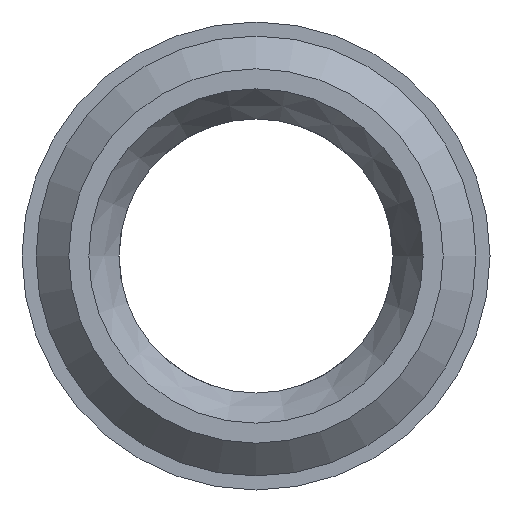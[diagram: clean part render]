
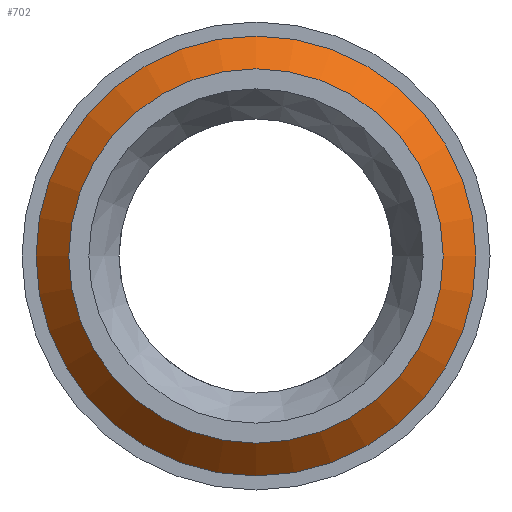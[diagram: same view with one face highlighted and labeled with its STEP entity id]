
A CAD part, left-side view. The second image highlights one B-rep face of the part: STEP entity #702.
In plain terms, the highlighted conical face has half-angle 45 degrees and reference radius 6.09 mm.
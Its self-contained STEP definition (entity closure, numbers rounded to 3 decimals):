
#39=CONICAL_SURFACE('',#827,6.09,0.785);
#99=CIRCLE('',#826,5.6);
#100=CIRCLE('',#828,6.58);
#139=FACE_OUTER_BOUND('',#181,.T.);
#181=EDGE_LOOP('',(#631,#632,#633,#634));
#241=LINE('',#1262,#287);
#287=VECTOR('',#1032,6.09);
#347=VERTEX_POINT('',#1256);
#348=VERTEX_POINT('',#1260);
#441=EDGE_CURVE('',#347,#347,#99,.T.);
#443=EDGE_CURVE('',#348,#348,#100,.T.);
#444=EDGE_CURVE('',#348,#347,#241,.T.);
#631=ORIENTED_EDGE('',*,*,#443,.F.);
#632=ORIENTED_EDGE('',*,*,#444,.T.);
#633=ORIENTED_EDGE('',*,*,#441,.T.);
#634=ORIENTED_EDGE('',*,*,#444,.F.);
#702=ADVANCED_FACE('',(#139),#39,.T.);
#826=AXIS2_PLACEMENT_3D('',#1257,#1025,#1026);
#827=AXIS2_PLACEMENT_3D('',#1259,#1028,#1029);
#828=AXIS2_PLACEMENT_3D('',#1261,#1030,#1031);
#1025=DIRECTION('center_axis',(1.,0.,0.));
#1026=DIRECTION('ref_axis',(0.,0.,-1.));
#1028=DIRECTION('center_axis',(1.,0.,0.));
#1029=DIRECTION('ref_axis',(0.,1.,0.));
#1030=DIRECTION('center_axis',(1.,0.,0.));
#1031=DIRECTION('ref_axis',(0.,0.,-1.));
#1032=DIRECTION('',(-0.707,0.707,0.));
#1256=CARTESIAN_POINT('',(1.,-5.6,0.));
#1257=CARTESIAN_POINT('Origin',(1.,0.,0.));
#1259=CARTESIAN_POINT('Origin',(1.49,0.,0.));
#1260=CARTESIAN_POINT('',(1.98,-6.58,0.));
#1261=CARTESIAN_POINT('Origin',(1.98,0.,0.));
#1262=CARTESIAN_POINT('',(1.49,-6.09,0.));
